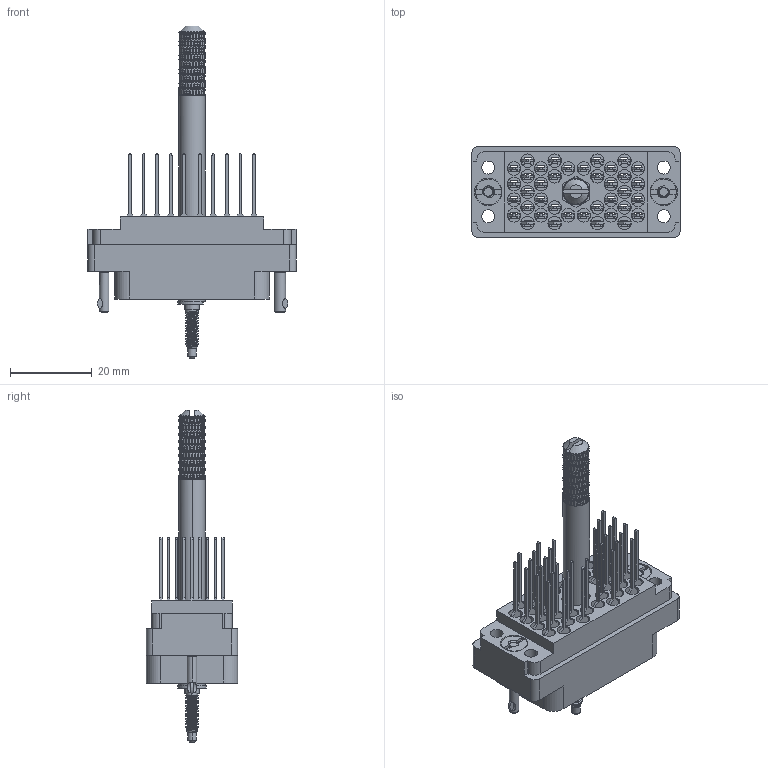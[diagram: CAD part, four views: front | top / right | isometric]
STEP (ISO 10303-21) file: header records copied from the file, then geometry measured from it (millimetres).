
FILE_DESCRIPTION (( 'STEP AP203' ), '1' );
FILE_NAME ('516-038-541-301.STEP', '2020-03-10T00:49:09', ( '' ), ( '' ), 'SwSTEP 2.0', 'SolidWorks 2016', '' );
FILE_SCHEMA (( 'CONFIG_CONTROL_DESIGN' ));
Length unit declared in the file: inch
Products named in the file (11): Actuating Screw Assy 038-056; 516-222-038-102_039; 516-292-001_541 Contact; 516 Plug Insulator_038; 516-250-038-111; 516-251-035-100; 516-222-038-102_038; 516-253-035-100; 516-253-138-107; 516-252-021-102_038; 516-038-541-301
Assembly tree (49 placements, depth 3):
  516-038-541-301
    516 Plug Insulator_038
    516-292-001_541 Contact  x38
    516-252-021-102_038  x2
    516-222-038-102_038
    Actuating Screw Assy 038-056
      516-251-035-100
      516-253-035-100  x2
      516-253-138-107
      516-250-038-111
    516-222-038-102_039
Bounding box: 50.8 x 22.25 x 81.03 mm (x, y, z)
Volume: 12603.1 mm3; surface area: 21453 mm2
Topology: 48 solids, 48 shells, 5206 faces, 13970 edges, 8884 vertices
Faces by surface type: plane 2357, cylinder 1521, bspline 1270, cone 54, torus 4
Entity records: 109538 total; most frequent: CARTESIAN_POINT 59689, ORIENTED_EDGE 12344, DIRECTION 7311, EDGE_CURVE 6172, VERTEX_POINT 3710, EDGE_LOOP 2628, FACE_OUTER_BOUND 2505, ADVANCED_FACE 2505
